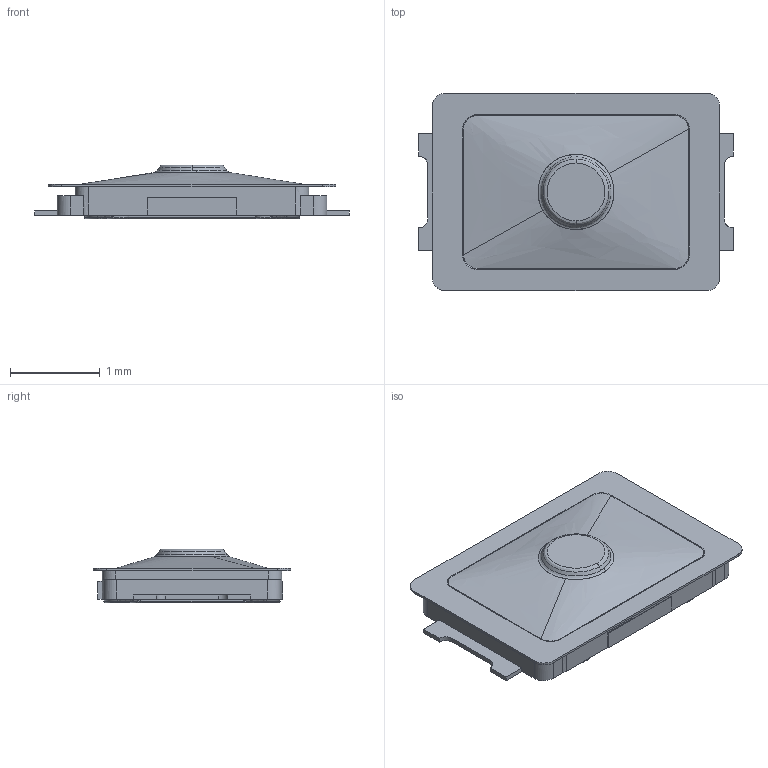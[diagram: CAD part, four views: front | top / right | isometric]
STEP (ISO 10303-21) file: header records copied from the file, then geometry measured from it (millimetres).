
FILE_DESCRIPTION(/* description */ (''),/* implementation_level */ '2;1');
FILE_NAME(/* name */ 'EVPAWBD40_Solid',/* time_stamp */ '2021-04-17T23:39:40+01:00',/* author */ (''),/* organization */ (''),/* preprocessor_version */ 'ST-DEVELOPER v16.5',/* originating_system */ '',/* authorisation */ '');
FILE_SCHEMA (('AUTOMOTIVE_DESIGN'));
Length unit declared in the file: millimetre
Products named in the file (1): Document
Bounding box: 3.5 x 2.2 x 0.6 mm (x, y, z)
Volume: 1.8 mm3; surface area: 33.1 mm2
Topology: 5 solids, 5 shells, 202 faces, 520 edges, 332 vertices
Faces by surface type: bspline 112, plane 90
Entity records: 8532 total; most frequent: CARTESIAN_POINT 5337, ORIENTED_EDGE 1040, EDGE_CURVE 520, B_SPLINE_CURVE_WITH_KNOTS 338, VERTEX_POINT 332, EDGE_LOOP 206, ADVANCED_FACE 202, FACE_OUTER_BOUND 202
